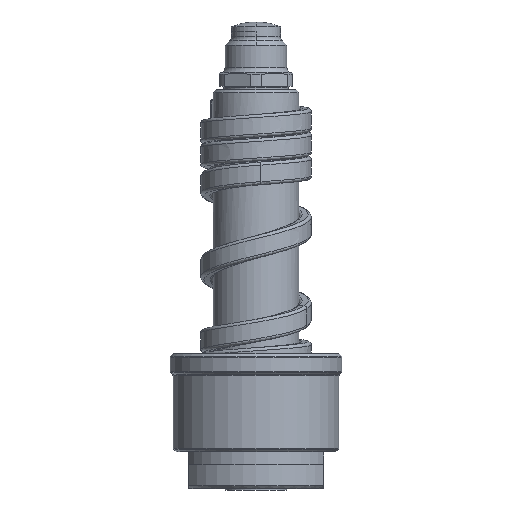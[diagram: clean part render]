
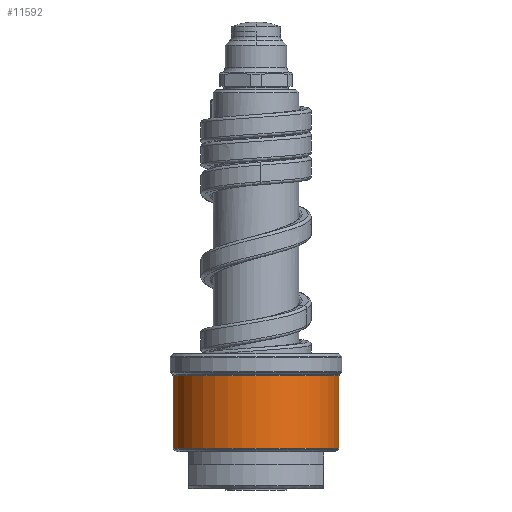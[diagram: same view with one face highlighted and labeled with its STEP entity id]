
A CAD part, front view. The second image highlights one B-rep face of the part: STEP entity #11592.
In plain terms, the highlighted cylindrical face has radius 13.5 mm (diameter 27 mm), a partial arc.
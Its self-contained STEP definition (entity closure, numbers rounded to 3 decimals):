
#3296=CARTESIAN_POINT('',(0.,0.,6.582));
#3297=DIRECTION('',(0.,0.,1.));
#3298=DIRECTION('',(-1.,0.,0.));
#3299=AXIS2_PLACEMENT_3D('',#3296,#3297,#3298);
#3301=DIRECTION('',(0.,0.,-1.));
#3302=VECTOR('',#3301,11.835);
#3303=CARTESIAN_POINT('',(-13.5,0.,18.417));
#3304=LINE('',#3303,#3302);
#3305=CARTESIAN_POINT('',(0.,0.,18.417));
#3306=DIRECTION('',(0.,0.,1.));
#3307=DIRECTION('',(-1.,0.,0.));
#3308=AXIS2_PLACEMENT_3D('',#3305,#3306,#3307);
#3310=DIRECTION('',(0.,0.,-1.));
#3311=VECTOR('',#3310,11.835);
#3312=CARTESIAN_POINT('',(13.5,0.,18.417));
#3313=LINE('',#3312,#3311);
#6544=CARTESIAN_POINT('',(13.5,0.,18.417));
#6545=CARTESIAN_POINT('',(-13.5,0.,18.417));
#6546=VERTEX_POINT('',#6544);
#6547=VERTEX_POINT('',#6545);
#6570=CARTESIAN_POINT('',(13.5,0.,6.582));
#6571=VERTEX_POINT('',#6570);
#6572=CARTESIAN_POINT('',(-13.5,0.,6.582));
#6573=VERTEX_POINT('',#6572);
#11580=CARTESIAN_POINT('',(0.,0.,5.2));
#11581=DIRECTION('',(0.,0.,1.));
#11582=DIRECTION('',(-1.,0.,0.));
#11583=AXIS2_PLACEMENT_3D('',#11580,#11581,#11582);
#11584=CYLINDRICAL_SURFACE('',#11583,13.5);
#11585=ORIENTED_EDGE('',*,*,#11537,.F.);
#11586=ORIENTED_EDGE('',*,*,#11571,.F.);
#11588=ORIENTED_EDGE('',*,*,#11587,.T.);
#11589=ORIENTED_EDGE('',*,*,#11567,.T.);
#11590=EDGE_LOOP('',(#11585,#11586,#11588,#11589));
#11591=FACE_OUTER_BOUND('',#11590,.F.);
#3300=CIRCLE('',#3299,13.5);
#3309=CIRCLE('',#3308,13.5);
#11537=EDGE_CURVE('',#6573,#6571,#3300,.T.);
#11567=EDGE_CURVE('',#6546,#6571,#3313,.T.);
#11571=EDGE_CURVE('',#6547,#6573,#3304,.T.);
#11587=EDGE_CURVE('',#6547,#6546,#3309,.T.);
#11592=ADVANCED_FACE('',(#11591),#11584,.T.);
